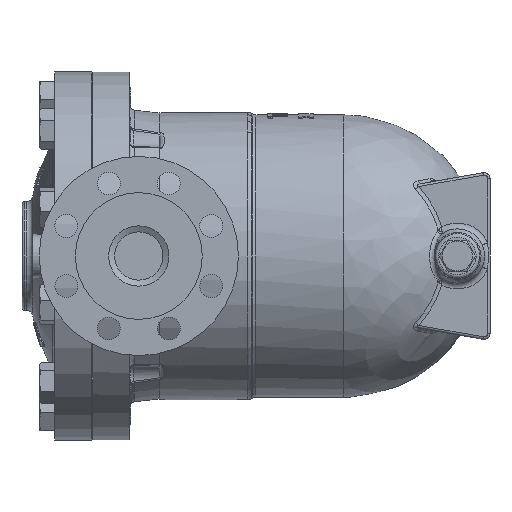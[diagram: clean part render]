
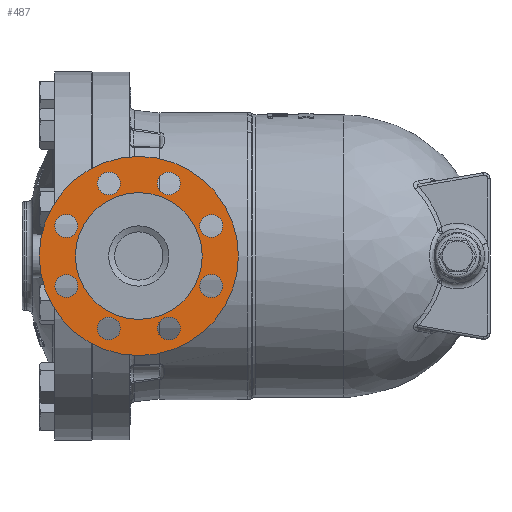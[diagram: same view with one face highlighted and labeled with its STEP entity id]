
A CAD part, left-side view. The second image highlights one B-rep face of the part: STEP entity #487.
In plain terms, the highlighted planar face has unit normal (-1, 0, 0).
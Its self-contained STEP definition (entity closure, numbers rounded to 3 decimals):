
#209=CARTESIAN_POINT('',(-237.0,44.5,0.0));
#210=VERTEX_POINT('',#209);
#211=CARTESIAN_POINT('',(-237.,-38.,0.0));
#212=DIRECTION('',(1.0,0.0,0.0));
#213=DIRECTION('',(0.0,1.0,0.0));
#214=AXIS2_PLACEMENT_3D('',#211,#212,#213);
#215=CIRCLE('',#214,82.5);
#216=EDGE_CURVE('',#210,#210,#215,.T.);
#272=CARTESIAN_POINT('',(-237.,-19.843,-66.77));
#273=VERTEX_POINT('',#272);
#274=CARTESIAN_POINT('',(-237.,-13.126,-60.052));
#275=DIRECTION('',(1.0,0.,0.));
#276=DIRECTION('',(0.,-0.707,-0.707));
#277=AXIS2_PLACEMENT_3D('',#274,#275,#276);
#278=CIRCLE('',#277,9.5);
#279=EDGE_CURVE('',#273,#273,#278,.T.);
#292=CARTESIAN_POINT('',(-237.,-72.374,-60.052));
#293=VERTEX_POINT('',#292);
#294=CARTESIAN_POINT('',(-237.,-62.874,-60.052));
#295=DIRECTION('',(1.0,0.0,0.0));
#296=DIRECTION('',(0.0,-1.0,0.0));
#297=AXIS2_PLACEMENT_3D('',#294,#295,#296);
#298=CIRCLE('',#297,9.5);
#299=EDGE_CURVE('',#293,#293,#298,.T.);
#312=CARTESIAN_POINT('',(-237.,-104.77,-18.157));
#313=VERTEX_POINT('',#312);
#314=CARTESIAN_POINT('',(-237.,-98.052,-24.874));
#315=DIRECTION('',(1.0,0.,0.));
#316=DIRECTION('',(0.,-0.707,0.707));
#317=AXIS2_PLACEMENT_3D('',#314,#315,#316);
#318=CIRCLE('',#317,9.5);
#319=EDGE_CURVE('',#313,#313,#318,.T.);
#332=CARTESIAN_POINT('',(-237.,-98.052,34.374));
#333=VERTEX_POINT('',#332);
#334=CARTESIAN_POINT('',(-237.,-98.052,24.874));
#335=DIRECTION('',(1.0,0.0,0.0));
#336=DIRECTION('',(0.0,0.0,1.0));
#337=AXIS2_PLACEMENT_3D('',#334,#335,#336);
#338=CIRCLE('',#337,9.5);
#339=EDGE_CURVE('',#333,#333,#338,.T.);
#352=CARTESIAN_POINT('',(-237.,-56.157,66.77));
#353=VERTEX_POINT('',#352);
#354=CARTESIAN_POINT('',(-237.,-62.874,60.052));
#355=DIRECTION('',(1.0,0.,0.));
#356=DIRECTION('',(0.,0.707,0.707));
#357=AXIS2_PLACEMENT_3D('',#354,#355,#356);
#358=CIRCLE('',#357,9.5);
#359=EDGE_CURVE('',#353,#353,#358,.T.);
#372=CARTESIAN_POINT('',(-237.,-3.626,60.052));
#373=VERTEX_POINT('',#372);
#374=CARTESIAN_POINT('',(-237.,-13.126,60.052));
#375=DIRECTION('',(1.0,0.0,0.0));
#376=DIRECTION('',(0.0,1.0,0.0));
#377=AXIS2_PLACEMENT_3D('',#374,#375,#376);
#378=CIRCLE('',#377,9.5);
#379=EDGE_CURVE('',#373,#373,#378,.T.);
#392=CARTESIAN_POINT('',(-237.,28.77,18.157));
#393=VERTEX_POINT('',#392);
#394=CARTESIAN_POINT('',(-237.,22.052,24.874));
#395=DIRECTION('',(1.0,0.,0.));
#396=DIRECTION('',(0.,0.707,-0.707));
#397=AXIS2_PLACEMENT_3D('',#394,#395,#396);
#398=CIRCLE('',#397,9.5);
#399=EDGE_CURVE('',#393,#393,#398,.T.);
#412=CARTESIAN_POINT('',(-237.0,22.052,-34.374));
#413=VERTEX_POINT('',#412);
#414=CARTESIAN_POINT('',(-237.,22.052,-24.874));
#415=DIRECTION('',(1.0,0.0,0.0));
#416=DIRECTION('',(0.0,0.0,-1.0));
#417=AXIS2_PLACEMENT_3D('',#414,#415,#416);
#418=CIRCLE('',#417,9.5);
#419=EDGE_CURVE('',#413,#413,#418,.T.);
#444=CARTESIAN_POINT('',(-237.0,29.5,0.0));
#445=DIRECTION('',(1.0,0.0,0.0));
#446=DIRECTION('',(0.0,0.0,-1.0));
#447=AXIS2_PLACEMENT_3D('',#444,#445,#446);
#448=PLANE('',#447);
#449=ORIENTED_EDGE('',*,*,#216,.F.);
#450=EDGE_LOOP('',(#449));
#451=FACE_OUTER_BOUND('',#450,.T.);
#452=ORIENTED_EDGE('',*,*,#279,.T.);
#453=EDGE_LOOP('',(#452));
#454=FACE_BOUND('',#453,.T.);
#455=ORIENTED_EDGE('',*,*,#299,.T.);
#456=EDGE_LOOP('',(#455));
#457=FACE_BOUND('',#456,.T.);
#458=ORIENTED_EDGE('',*,*,#319,.T.);
#459=EDGE_LOOP('',(#458));
#460=FACE_BOUND('',#459,.T.);
#461=ORIENTED_EDGE('',*,*,#339,.T.);
#462=EDGE_LOOP('',(#461));
#463=FACE_BOUND('',#462,.T.);
#464=ORIENTED_EDGE('',*,*,#359,.T.);
#465=EDGE_LOOP('',(#464));
#466=FACE_BOUND('',#465,.T.);
#467=ORIENTED_EDGE('',*,*,#379,.T.);
#468=EDGE_LOOP('',(#467));
#469=FACE_BOUND('',#468,.T.);
#470=ORIENTED_EDGE('',*,*,#399,.T.);
#471=EDGE_LOOP('',(#470));
#472=FACE_BOUND('',#471,.T.);
#473=ORIENTED_EDGE('',*,*,#419,.T.);
#474=EDGE_LOOP('',(#473));
#475=FACE_BOUND('',#474,.T.);
#476=CARTESIAN_POINT('',(-237.0,14.5,0.0));
#477=VERTEX_POINT('',#476);
#478=CARTESIAN_POINT('',(-237.,-38.,0.0));
#479=DIRECTION('',(1.0,0.0,0.0));
#480=DIRECTION('',(0.0,1.0,0.0));
#481=AXIS2_PLACEMENT_3D('',#478,#479,#480);
#482=CIRCLE('',#481,52.5);
#483=EDGE_CURVE('',#477,#477,#482,.T.);
#484=ORIENTED_EDGE('',*,*,#483,.T.);
#485=EDGE_LOOP('',(#484));
#486=FACE_BOUND('',#485,.T.);
#487=ADVANCED_FACE('',(#451,#454,#457,#460,#463,#466,#469,#472,#475,#486),#448,.F.);
